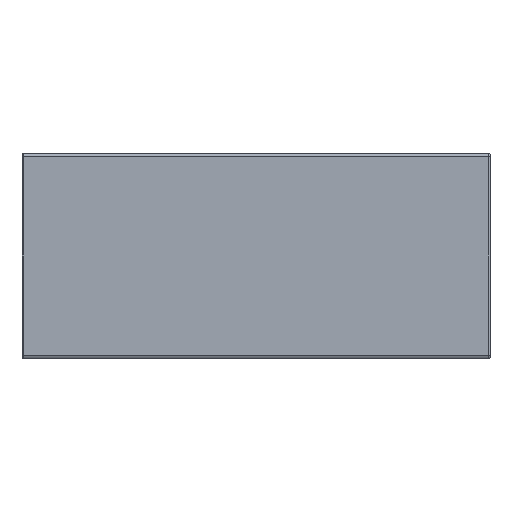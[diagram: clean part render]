
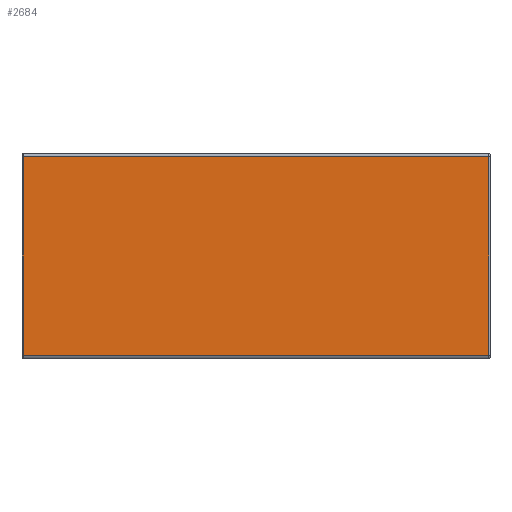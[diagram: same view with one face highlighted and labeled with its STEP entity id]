
A CAD part, front view. The second image highlights one B-rep face of the part: STEP entity #2684.
In plain terms, the highlighted planar face has unit normal (0, -1, 0).
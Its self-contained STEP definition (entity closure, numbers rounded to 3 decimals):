
#316=FACE_OUTER_BOUND('',#472,.T.);
#472=EDGE_LOOP('',(#1751,#1752,#1753,#1754));
#659=LINE('',#3519,#873);
#673=LINE('',#3553,#887);
#674=LINE('',#3556,#888);
#675=LINE('',#3557,#889);
#873=VECTOR('',#3026,1000.);
#887=VECTOR('',#3056,1000.);
#888=VECTOR('',#3061,1000.);
#889=VECTOR('',#3062,1000.);
#1079=VERTEX_POINT('',#3517);
#1080=VERTEX_POINT('',#3518);
#1091=VERTEX_POINT('',#3550);
#1092=VERTEX_POINT('',#3552);
#1331=EDGE_CURVE('',#1079,#1080,#659,.T.);
#1348=EDGE_CURVE('',#1092,#1091,#673,.T.);
#1350=EDGE_CURVE('',#1091,#1080,#674,.T.);
#1351=EDGE_CURVE('',#1079,#1092,#675,.T.);
#1751=ORIENTED_EDGE('',*,*,#1348,.T.);
#1752=ORIENTED_EDGE('',*,*,#1350,.T.);
#1753=ORIENTED_EDGE('',*,*,#1331,.F.);
#1754=ORIENTED_EDGE('',*,*,#1351,.T.);
#2472=PLANE('',#2858);
#2684=ADVANCED_FACE('',(#316),#2472,.T.);
#2858=AXIS2_PLACEMENT_3D('',#3555,#3059,#3060);
#3026=DIRECTION('',(1.,0.,0.));
#3056=DIRECTION('',(1.,0.,0.));
#3059=DIRECTION('center_axis',(0.,-1.,0.));
#3060=DIRECTION('ref_axis',(1.,0.,0.));
#3061=DIRECTION('',(0.,0.,1.));
#3062=DIRECTION('',(0.,0.,-1.));
#3517=CARTESIAN_POINT('',(-0.622,-1.,0.52));
#3518=CARTESIAN_POINT('',(0.622,-1.,0.52));
#3519=CARTESIAN_POINT('',(-1.305,-1.,0.52));
#3550=CARTESIAN_POINT('',(0.622,-1.,-0.01));
#3552=CARTESIAN_POINT('',(-0.622,-1.,-0.01));
#3553=CARTESIAN_POINT('',(-1.305,-1.,-0.01));
#3555=CARTESIAN_POINT('Origin',(-1.305,-1.,-0.01));
#3556=CARTESIAN_POINT('',(0.622,-1.,-0.01));
#3557=CARTESIAN_POINT('',(-0.622,-1.,-0.01));
